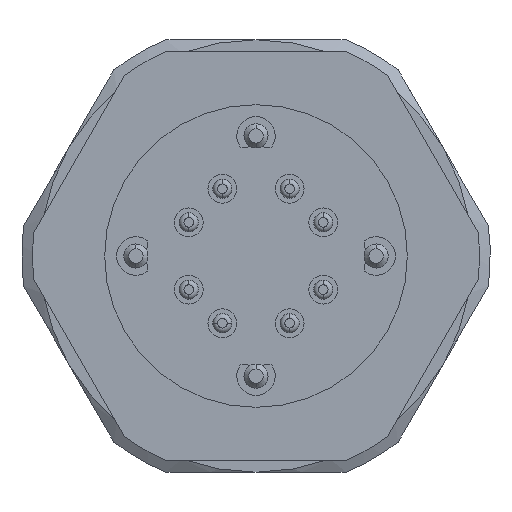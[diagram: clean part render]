
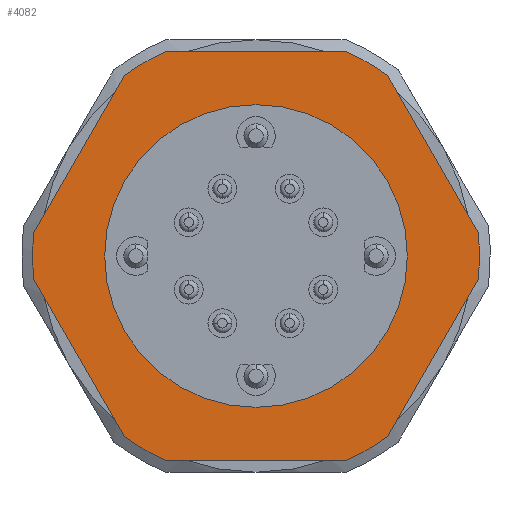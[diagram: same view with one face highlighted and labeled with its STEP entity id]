
A CAD part, front view. The second image highlights one B-rep face of the part: STEP entity #4082.
In plain terms, the highlighted planar face has unit normal (0, -1, 0).
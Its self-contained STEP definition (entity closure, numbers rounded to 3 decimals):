
#76 = LINE ( 'NONE', #883, #1884 ) ;
#320 = DIRECTION ( 'NONE',  ( 0., 0., -1. ) ) ;
#492 = ORIENTED_EDGE ( 'NONE', *, *, #5010, .F. ) ;
#529 = CARTESIAN_POINT ( 'NONE',  ( 0.67, -20.1, 36.3 ) ) ;
#547 = CIRCLE ( 'NONE', #7107, 6.3 ) ;
#698 = DIRECTION ( 'NONE',  ( 0., 0., 1. ) ) ;
#805 = DIRECTION ( 'NONE',  ( 0., -1., 0. ) ) ;
#836 = CARTESIAN_POINT ( 'NONE',  ( 4.443, -20.1, 27.8 ) ) ;
#853 = ORIENTED_EDGE ( 'NONE', *, *, #1436, .F. ) ;
#883 = CARTESIAN_POINT ( 'NONE',  ( 9.918, -20.1, 20.282 ) ) ;
#926 = CARTESIAN_POINT ( 'NONE',  ( 0.67, -20.1, 19.3 ) ) ;
#947 = EDGE_CURVE ( 'NONE', #2197, #2418, #547, .T. ) ;
#1056 = CARTESIAN_POINT ( 'NONE',  ( 13.691, -20.1, 28.782 ) ) ;
#1066 = LINE ( 'NONE', #7782, #6276 ) ;
#1162 = AXIS2_PLACEMENT_3D ( 'NONE', #4205, #3488, #3455 ) ;
#1342 = DIRECTION ( 'NONE',  ( 0., 1., 0. ) ) ;
#1436 = EDGE_CURVE ( 'NONE', #8592, #8461, #2915, .T. ) ;
#1469 = LINE ( 'NONE', #4701, #5168 ) ;
#1618 = DIRECTION ( 'NONE',  ( 0., 0., -1. ) ) ;
#1690 = CIRCLE ( 'NONE', #4463, 9.3 ) ;
#1802 = ORIENTED_EDGE ( 'NONE', *, *, #7909, .F. ) ;
#1884 = VECTOR ( 'NONE', #6058, 1000. ) ;
#2087 = EDGE_CURVE ( 'NONE', #8664, #8592, #2090, .T. ) ;
#2090 = CIRCLE ( 'NONE', #9491, 9.3 ) ;
#2101 = CARTESIAN_POINT ( 'NONE',  ( 4.443, -20.1, 21.5 ) ) ;
#2197 = VERTEX_POINT ( 'NONE', #3024 ) ;
#2402 = ORIENTED_EDGE ( 'NONE', *, *, #3812, .F. ) ;
#2418 = VERTEX_POINT ( 'NONE', #2101 ) ;
#2616 = VECTOR ( 'NONE', #2649, 1000. ) ;
#2649 = DIRECTION ( 'NONE',  ( 0.5, 0., -0.866 ) ) ;
#2841 = LINE ( 'NONE', #6177, #6516 ) ;
#2915 = LINE ( 'NONE', #8270, #8799 ) ;
#2962 = CARTESIAN_POINT ( 'NONE',  ( -5.557, -20.1, 27.8 ) ) ;
#3024 = CARTESIAN_POINT ( 'NONE',  ( 4.443, -20.1, 34.1 ) ) ;
#3223 = ORIENTED_EDGE ( 'NONE', *, *, #8231, .F. ) ;
#3254 = DIRECTION ( 'NONE',  ( -0.5, 0., 0.866 ) ) ;
#3397 = CARTESIAN_POINT ( 'NONE',  ( 13.691, -20.1, 26.818 ) ) ;
#3409 = CARTESIAN_POINT ( 'NONE',  ( 9.918, -20.1, 35.318 ) ) ;
#3455 = DIRECTION ( 'NONE',  ( 0., 0., -1. ) ) ;
#3488 = DIRECTION ( 'NONE',  ( 0., 1., 0. ) ) ;
#3559 = EDGE_CURVE ( 'NONE', #8005, #8618, #5474, .T. ) ;
#3791 = CIRCLE ( 'NONE', #5309, 6.3 ) ;
#3812 = EDGE_CURVE ( 'NONE', #8461, #6222, #1690, .T. ) ;
#3845 = DIRECTION ( 'NONE',  ( 0., 0., -1. ) ) ;
#3846 = DIRECTION ( 'NONE',  ( 0., 1., 0. ) ) ;
#3859 = CARTESIAN_POINT ( 'NONE',  ( 4.443, -20.1, 27.8 ) ) ;
#4080 = EDGE_LOOP ( 'NONE', ( #1802, #9675 ) ) ;
#4082 = ADVANCED_FACE ( 'NONE', ( #9671, #7445 ), #7275, .F. ) ;
#4120 = DIRECTION ( 'NONE',  ( 0.5, 0., 0.866 ) ) ;
#4205 = CARTESIAN_POINT ( 'NONE',  ( 4.443, -20.1, 27.8 ) ) ;
#4463 = AXIS2_PLACEMENT_3D ( 'NONE', #7713, #7669, #7639 ) ;
#4528 = AXIS2_PLACEMENT_3D ( 'NONE', #836, #6013, #1618 ) ;
#4701 = CARTESIAN_POINT ( 'NONE',  ( 8.217, -20.1, 36.3 ) ) ;
#4702 = CARTESIAN_POINT ( 'NONE',  ( -1.031, -20.1, 35.318 ) ) ;
#4788 = DIRECTION ( 'NONE',  ( 0., 1., 0. ) ) ;
#4823 = CARTESIAN_POINT ( 'NONE',  ( 13.691, -20.1, 28.782 ) ) ;
#4890 = ORIENTED_EDGE ( 'NONE', *, *, #7098, .F. ) ;
#5010 = EDGE_CURVE ( 'NONE', #6158, #5586, #7659, .T. ) ;
#5147 = EDGE_CURVE ( 'NONE', #6222, #6142, #2841, .T. ) ;
#5160 = DIRECTION ( 'NONE',  ( 0., 1., 0. ) ) ;
#5168 = VECTOR ( 'NONE', #5408, 1000. ) ;
#5252 = CARTESIAN_POINT ( 'NONE',  ( 4.443, -20.1, 27.8 ) ) ;
#5265 = ORIENTED_EDGE ( 'NONE', *, *, #2087, .F. ) ;
#5309 = AXIS2_PLACEMENT_3D ( 'NONE', #5252, #805, #5988 ) ;
#5356 = CIRCLE ( 'NONE', #7114, 9.3 ) ;
#5408 = DIRECTION ( 'NONE',  ( 1., 0., 0. ) ) ;
#5469 = VERTEX_POINT ( 'NONE', #7045 ) ;
#5474 = CIRCLE ( 'NONE', #1162, 9.3 ) ;
#5586 = VERTEX_POINT ( 'NONE', #529 ) ;
#5618 = ORIENTED_EDGE ( 'NONE', *, *, #6223, .F. ) ;
#5730 = ORIENTED_EDGE ( 'NONE', *, *, #5857, .F. ) ;
#5761 = CARTESIAN_POINT ( 'NONE',  ( 4.443, -20.1, 27.8 ) ) ;
#5857 = EDGE_CURVE ( 'NONE', #8618, #8664, #76, .T. ) ;
#5988 = DIRECTION ( 'NONE',  ( 0., 0., -1. ) ) ;
#5991 = VERTEX_POINT ( 'NONE', #9662 ) ;
#6013 = DIRECTION ( 'NONE',  ( 0., 1., 0. ) ) ;
#6058 = DIRECTION ( 'NONE',  ( -0.5, 0., -0.866 ) ) ;
#6142 = VERTEX_POINT ( 'NONE', #9137 ) ;
#6158 = VERTEX_POINT ( 'NONE', #4702 ) ;
#6177 = CARTESIAN_POINT ( 'NONE',  ( -4.805, -20.1, 26.818 ) ) ;
#6186 = ORIENTED_EDGE ( 'NONE', *, *, #3559, .F. ) ;
#6204 = CARTESIAN_POINT ( 'NONE',  ( -1.031, -20.1, 20.282 ) ) ;
#6222 = VERTEX_POINT ( 'NONE', #6204 ) ;
#6223 = EDGE_CURVE ( 'NONE', #5991, #8082, #7881, .T. ) ;
#6276 = VECTOR ( 'NONE', #4120, 1000. ) ;
#6365 = CARTESIAN_POINT ( 'NONE',  ( 9.918, -20.1, 20.282 ) ) ;
#6511 = DIRECTION ( 'NONE',  ( 0., 0., -1. ) ) ;
#6516 = VECTOR ( 'NONE', #3254, 1000. ) ;
#6530 = LINE ( 'NONE', #4823, #2616 ) ;
#6823 = DIRECTION ( 'NONE',  ( 0., -1., 0. ) ) ;
#6837 = CARTESIAN_POINT ( 'NONE',  ( 4.443, -20.1, 27.8 ) ) ;
#6857 = DIRECTION ( 'NONE',  ( 0., 0., -1. ) ) ;
#7018 = CARTESIAN_POINT ( 'NONE',  ( 8.217, -20.1, 19.3 ) ) ;
#7045 = CARTESIAN_POINT ( 'NONE',  ( -4.805, -20.1, 28.782 ) ) ;
#7098 = EDGE_CURVE ( 'NONE', #5586, #5991, #1469, .T. ) ;
#7107 = AXIS2_PLACEMENT_3D ( 'NONE', #6837, #6823, #6857 ) ;
#7114 = AXIS2_PLACEMENT_3D ( 'NONE', #5761, #1342, #6511 ) ;
#7243 = AXIS2_PLACEMENT_3D ( 'NONE', #2962, #5160, #698 ) ;
#7275 = PLANE ( 'NONE',  #7243 ) ;
#7445 = FACE_OUTER_BOUND ( 'NONE', #8984, .T. ) ;
#7639 = DIRECTION ( 'NONE',  ( 0., 0., -1. ) ) ;
#7659 = CIRCLE ( 'NONE', #4528, 9.3 ) ;
#7669 = DIRECTION ( 'NONE',  ( 0., 1., 0. ) ) ;
#7713 = CARTESIAN_POINT ( 'NONE',  ( 4.443, -20.1, 27.8 ) ) ;
#7782 = CARTESIAN_POINT ( 'NONE',  ( -1.031, -20.1, 35.318 ) ) ;
#7881 = CIRCLE ( 'NONE', #9252, 9.3 ) ;
#7909 = EDGE_CURVE ( 'NONE', #2418, #2197, #3791, .T. ) ;
#8005 = VERTEX_POINT ( 'NONE', #1056 ) ;
#8082 = VERTEX_POINT ( 'NONE', #3409 ) ;
#8231 = EDGE_CURVE ( 'NONE', #6142, #5469, #5356, .T. ) ;
#8270 = CARTESIAN_POINT ( 'NONE',  ( 0.67, -20.1, 19.3 ) ) ;
#8383 = ORIENTED_EDGE ( 'NONE', *, *, #8613, .F. ) ;
#8461 = VERTEX_POINT ( 'NONE', #926 ) ;
#8568 = DIRECTION ( 'NONE',  ( -1., 0., 0. ) ) ;
#8592 = VERTEX_POINT ( 'NONE', #7018 ) ;
#8605 = EDGE_CURVE ( 'NONE', #8082, #8005, #6530, .T. ) ;
#8613 = EDGE_CURVE ( 'NONE', #5469, #6158, #1066, .T. ) ;
#8618 = VERTEX_POINT ( 'NONE', #3397 ) ;
#8648 = ORIENTED_EDGE ( 'NONE', *, *, #8605, .F. ) ;
#8664 = VERTEX_POINT ( 'NONE', #6365 ) ;
#8799 = VECTOR ( 'NONE', #8568, 1000. ) ;
#8984 = EDGE_LOOP ( 'NONE', ( #492, #8383, #3223, #9571, #2402, #853, #5265, #5730, #6186, #8648, #5618, #4890 ) ) ;
#9137 = CARTESIAN_POINT ( 'NONE',  ( -4.805, -20.1, 26.818 ) ) ;
#9237 = CARTESIAN_POINT ( 'NONE',  ( 4.443, -20.1, 27.8 ) ) ;
#9252 = AXIS2_PLACEMENT_3D ( 'NONE', #9237, #4788, #320 ) ;
#9491 = AXIS2_PLACEMENT_3D ( 'NONE', #3859, #3846, #3845 ) ;
#9571 = ORIENTED_EDGE ( 'NONE', *, *, #5147, .F. ) ;
#9662 = CARTESIAN_POINT ( 'NONE',  ( 8.217, -20.1, 36.3 ) ) ;
#9671 = FACE_BOUND ( 'NONE', #4080, .T. ) ;
#9675 = ORIENTED_EDGE ( 'NONE', *, *, #947, .F. ) ;
